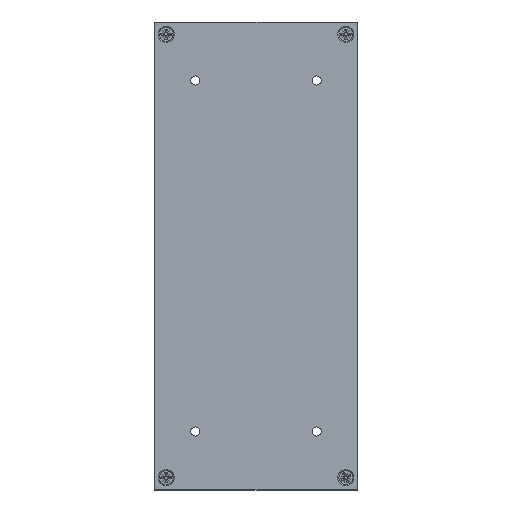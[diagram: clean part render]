
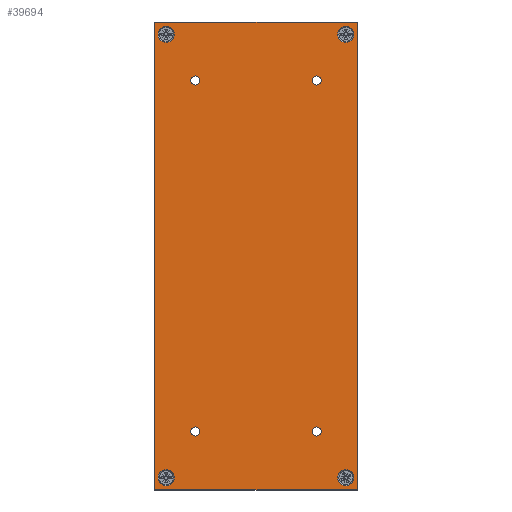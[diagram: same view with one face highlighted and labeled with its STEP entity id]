
A CAD part, front view. The second image highlights one B-rep face of the part: STEP entity #39694.
In plain terms, the highlighted planar face has unit normal (0, -1, 0).
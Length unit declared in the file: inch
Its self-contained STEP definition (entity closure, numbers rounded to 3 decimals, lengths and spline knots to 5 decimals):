
#14 = CIRCLE ( 'NONE', #40267, 0.07799 ) ;
#388 = DIRECTION ( 'NONE',  ( 0., 1., 0. ) ) ;
#449 = CARTESIAN_POINT ( 'NONE',  ( 0.69241, -0.31353, 0. ) ) ;
#1376 = ORIENTED_EDGE ( 'NONE', *, *, #3453, .T. ) ;
#2070 = EDGE_LOOP ( 'NONE', ( #47190 ) ) ;
#3098 = LINE ( 'NONE', #38273, #10029 ) ;
#3131 = FACE_BOUND ( 'NONE', #5221, .T. ) ;
#3453 = EDGE_CURVE ( 'NONE', #4680, #4680, #28510, .T. ) ;
#3798 = EDGE_CURVE ( 'NONE', #51874, #24817, #19745, .T. ) ;
#3978 = CARTESIAN_POINT ( 'NONE',  ( 0.69241, -0.31353, 0. ) ) ;
#4225 = CIRCLE ( 'NONE', #36887, 0.1378 ) ;
#4680 = VERTEX_POINT ( 'NONE', #41198 ) ;
#4824 = VECTOR ( 'NONE', #23819, 39.37008 ) ;
#5221 = EDGE_LOOP ( 'NONE', ( #7785 ) ) ;
#5235 = DIRECTION ( 'NONE',  ( 0., 1., 0. ) ) ;
#5637 = CARTESIAN_POINT ( 'NONE',  ( 0.49407, -0.31353, 7.79 ) ) ;
#6039 = CARTESIAN_POINT ( 'NONE',  ( -2.57893, -0.31353, 7.79 ) ) ;
#6079 = ORIENTED_EDGE ( 'NONE', *, *, #3798, .T. ) ;
#6142 = DIRECTION ( 'NONE',  ( 0., 1., 0. ) ) ;
#7695 = CIRCLE ( 'NONE', #43825, 0.07799 ) ;
#7785 = ORIENTED_EDGE ( 'NONE', *, *, #10148, .T. ) ;
#8616 = CARTESIAN_POINT ( 'NONE',  ( 0.69241, -0.31353, 8. ) ) ;
#9698 = ORIENTED_EDGE ( 'NONE', *, *, #29659, .T. ) ;
#10029 = VECTOR ( 'NONE', #19150, 39.37008 ) ;
#10148 = EDGE_CURVE ( 'NONE', #22262, #22262, #44279, .T. ) ;
#11245 = FACE_BOUND ( 'NONE', #23099, .T. ) ;
#11378 = CARTESIAN_POINT ( 'NONE',  ( -2.77727, -0.31353, 8. ) ) ;
#12510 = AXIS2_PLACEMENT_3D ( 'NONE', #49572, #18012, #34048 ) ;
#13129 = CARTESIAN_POINT ( 'NONE',  ( 0.69241, -0.31353, 0. ) ) ;
#13523 = EDGE_CURVE ( 'NONE', #22512, #22512, #7695, .T. ) ;
#14375 = CARTESIAN_POINT ( 'NONE',  ( 0.071, -0.31353, 7. ) ) ;
#14636 = CARTESIAN_POINT ( 'NONE',  ( 0.071, -0.31353, 1. ) ) ;
#15248 = FACE_OUTER_BOUND ( 'NONE', #28511, .T. ) ;
#15497 = EDGE_CURVE ( 'NONE', #43809, #43809, #22616, .T. ) ;
#15819 = DIRECTION ( 'NONE',  ( 1., 0., 0. ) ) ;
#16093 = EDGE_CURVE ( 'NONE', #24038, #24038, #14, .T. ) ;
#16582 = CARTESIAN_POINT ( 'NONE',  ( 0.49407, -0.31353, 0.21 ) ) ;
#16802 = EDGE_CURVE ( 'NONE', #24504, #21934, #3098, .T. ) ;
#17253 = CARTESIAN_POINT ( 'NONE',  ( -2.57893, -0.31353, 0.21 ) ) ;
#17925 = VECTOR ( 'NONE', #35624, 39.37008 ) ;
#18012 = DIRECTION ( 'NONE',  ( 0., -1., 0. ) ) ;
#18536 = VECTOR ( 'NONE', #20011, 39.37008 ) ;
#18691 = DIRECTION ( 'NONE',  ( 1., 0., 0. ) ) ;
#19150 = DIRECTION ( 'NONE',  ( 0., 0., -1. ) ) ;
#19180 = FACE_BOUND ( 'NONE', #23897, .T. ) ;
#19238 = EDGE_CURVE ( 'NONE', #31980, #31980, #47182, .T. ) ;
#19745 = LINE ( 'NONE', #3978, #18536 ) ;
#20011 = DIRECTION ( 'NONE',  ( 0., 0., 1. ) ) ;
#20916 = FACE_BOUND ( 'NONE', #35030, .T. ) ;
#21934 = VERTEX_POINT ( 'NONE', #37619 ) ;
#22262 = VERTEX_POINT ( 'NONE', #14375 ) ;
#22303 = EDGE_CURVE ( 'NONE', #24817, #24504, #22784, .T. ) ;
#22512 = VERTEX_POINT ( 'NONE', #14636 ) ;
#22616 = CIRCLE ( 'NONE', #25119, 0.1378 ) ;
#22784 = LINE ( 'NONE', #30917, #17925 ) ;
#23099 = EDGE_LOOP ( 'NONE', ( #33828 ) ) ;
#23485 = ORIENTED_EDGE ( 'NONE', *, *, #13523, .T. ) ;
#23819 = DIRECTION ( 'NONE',  ( 1., 0., 0. ) ) ;
#23897 = EDGE_LOOP ( 'NONE', ( #51361 ) ) ;
#24038 = VERTEX_POINT ( 'NONE', #31463 ) ;
#24182 = CARTESIAN_POINT ( 'NONE',  ( -2.07786, -0.31353, 7. ) ) ;
#24504 = VERTEX_POINT ( 'NONE', #11378 ) ;
#24817 = VERTEX_POINT ( 'NONE', #8616 ) ;
#24832 = FACE_BOUND ( 'NONE', #26612, .T. ) ;
#25119 = AXIS2_PLACEMENT_3D ( 'NONE', #17253, #49070, #44833 ) ;
#25134 = AXIS2_PLACEMENT_3D ( 'NONE', #5637, #45356, #28542 ) ;
#25496 = CARTESIAN_POINT ( 'NONE',  ( -2.44113, -0.31353, 7.79 ) ) ;
#25751 = VERTEX_POINT ( 'NONE', #25496 ) ;
#25797 = EDGE_LOOP ( 'NONE', ( #1376 ) ) ;
#26612 = EDGE_LOOP ( 'NONE', ( #45399 ) ) ;
#28190 = ORIENTED_EDGE ( 'NONE', *, *, #22303, .T. ) ;
#28510 = CIRCLE ( 'NONE', #25134, 0.1378 ) ;
#28511 = EDGE_LOOP ( 'NONE', ( #6079, #28190, #38751, #9698 ) ) ;
#28542 = DIRECTION ( 'NONE',  ( 1., 0., 0. ) ) ;
#28799 = FACE_BOUND ( 'NONE', #25797, .T. ) ;
#29190 = VERTEX_POINT ( 'NONE', #38069 ) ;
#29659 = EDGE_CURVE ( 'NONE', #21934, #51874, #45089, .T. ) ;
#29706 = DIRECTION ( 'NONE',  ( 1., 0., 0. ) ) ;
#30731 = DIRECTION ( 'NONE',  ( 0., 1., 0. ) ) ;
#30917 = CARTESIAN_POINT ( 'NONE',  ( 0.69241, -0.31353, 8. ) ) ;
#31193 = CARTESIAN_POINT ( 'NONE',  ( -2.44113, -0.31353, 0.21 ) ) ;
#31265 = PLANE ( 'NONE',  #12510 ) ;
#31463 = CARTESIAN_POINT ( 'NONE',  ( -1.99987, -0.31353, 7. ) ) ;
#31737 = CIRCLE ( 'NONE', #33423, 0.1378 ) ;
#31980 = VERTEX_POINT ( 'NONE', #39304 ) ;
#33157 = CARTESIAN_POINT ( 'NONE',  ( -2.07786, -0.31353, 1. ) ) ;
#33423 = AXIS2_PLACEMENT_3D ( 'NONE', #6039, #30731, #18691 ) ;
#33513 = DIRECTION ( 'NONE',  ( 1., 0., 0. ) ) ;
#33828 = ORIENTED_EDGE ( 'NONE', *, *, #49197, .T. ) ;
#34048 = DIRECTION ( 'NONE',  ( 1., 0., 0. ) ) ;
#34195 = AXIS2_PLACEMENT_3D ( 'NONE', #42166, #6142, #33513 ) ;
#35030 = EDGE_LOOP ( 'NONE', ( #40537 ) ) ;
#35624 = DIRECTION ( 'NONE',  ( -1., 0., 0. ) ) ;
#36348 = CARTESIAN_POINT ( 'NONE',  ( -0.007, -0.31353, 1. ) ) ;
#36887 = AXIS2_PLACEMENT_3D ( 'NONE', #16582, #5235, #48649 ) ;
#37619 = CARTESIAN_POINT ( 'NONE',  ( -2.77727, -0.31353, 0. ) ) ;
#38069 = CARTESIAN_POINT ( 'NONE',  ( 0.63186, -0.31353, 0.21 ) ) ;
#38273 = CARTESIAN_POINT ( 'NONE',  ( -2.77727, -0.31353, 0. ) ) ;
#38751 = ORIENTED_EDGE ( 'NONE', *, *, #16802, .T. ) ;
#38766 = AXIS2_PLACEMENT_3D ( 'NONE', #33157, #49714, #29706 ) ;
#39304 = CARTESIAN_POINT ( 'NONE',  ( -1.99987, -0.31353, 1. ) ) ;
#39694 = ADVANCED_FACE ( 'NONE', ( #28799, #24832, #40880, #11245, #20916, #3131, #19180, #51256, #15248 ), #31265, .T. ) ;
#40248 = DIRECTION ( 'NONE',  ( 0., 1., 0. ) ) ;
#40267 = AXIS2_PLACEMENT_3D ( 'NONE', #24182, #40248, #15819 ) ;
#40537 = ORIENTED_EDGE ( 'NONE', *, *, #16093, .T. ) ;
#40880 = FACE_BOUND ( 'NONE', #2070, .T. ) ;
#41198 = CARTESIAN_POINT ( 'NONE',  ( 0.63186, -0.31353, 7.79 ) ) ;
#42166 = CARTESIAN_POINT ( 'NONE',  ( -0.007, -0.31353, 7. ) ) ;
#43809 = VERTEX_POINT ( 'NONE', #31193 ) ;
#43825 = AXIS2_PLACEMENT_3D ( 'NONE', #36348, #388, #48479 ) ;
#44279 = CIRCLE ( 'NONE', #34195, 0.07799 ) ;
#44833 = DIRECTION ( 'NONE',  ( 1., 0., 0. ) ) ;
#45045 = EDGE_LOOP ( 'NONE', ( #23485 ) ) ;
#45089 = LINE ( 'NONE', #449, #4824 ) ;
#45356 = DIRECTION ( 'NONE',  ( 0., 1., 0. ) ) ;
#45399 = ORIENTED_EDGE ( 'NONE', *, *, #46807, .T. ) ;
#46807 = EDGE_CURVE ( 'NONE', #25751, #25751, #31737, .T. ) ;
#47182 = CIRCLE ( 'NONE', #38766, 0.07799 ) ;
#47190 = ORIENTED_EDGE ( 'NONE', *, *, #15497, .T. ) ;
#48479 = DIRECTION ( 'NONE',  ( 1., 0., 0. ) ) ;
#48649 = DIRECTION ( 'NONE',  ( 1., 0., 0. ) ) ;
#49070 = DIRECTION ( 'NONE',  ( 0., 1., 0. ) ) ;
#49197 = EDGE_CURVE ( 'NONE', #29190, #29190, #4225, .T. ) ;
#49572 = CARTESIAN_POINT ( 'NONE',  ( 0.69241, -0.31353, 0. ) ) ;
#49714 = DIRECTION ( 'NONE',  ( 0., 1., 0. ) ) ;
#51256 = FACE_BOUND ( 'NONE', #45045, .T. ) ;
#51361 = ORIENTED_EDGE ( 'NONE', *, *, #19238, .T. ) ;
#51874 = VERTEX_POINT ( 'NONE', #13129 ) ;
